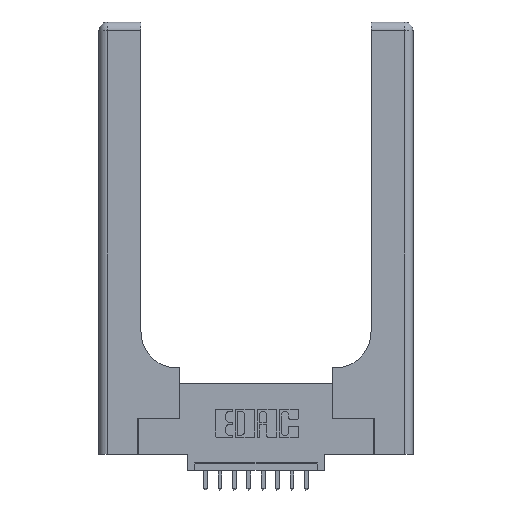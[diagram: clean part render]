
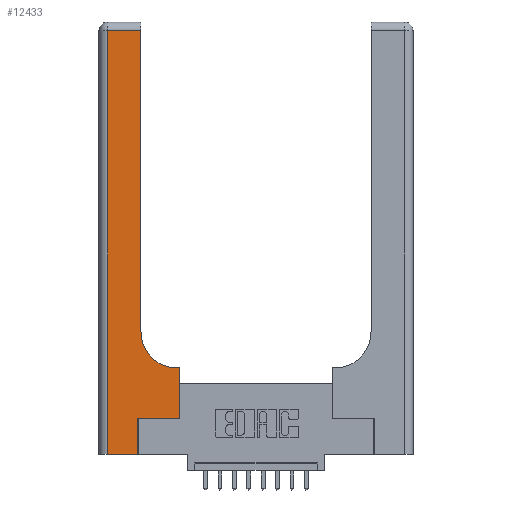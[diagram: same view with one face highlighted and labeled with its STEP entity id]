
A CAD part, top view. The second image highlights one B-rep face of the part: STEP entity #12433.
In plain terms, the highlighted planar face has unit normal (0, 0, 1).
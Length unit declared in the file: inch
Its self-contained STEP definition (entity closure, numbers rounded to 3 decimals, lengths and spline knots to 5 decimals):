
#329 = VERTEX_POINT ( 'NONE', #1845 ) ;
#419 = EDGE_CURVE ( 'NONE', #11111, #7991, #9066, .T. ) ;
#545 = LINE ( 'NONE', #9084, #12278 ) ;
#579 = ORIENTED_EDGE ( 'NONE', *, *, #15681, .T. ) ;
#700 = VECTOR ( 'NONE', #7963, 39.37008 ) ;
#802 = EDGE_CURVE ( 'NONE', #7991, #329, #9859, .T. ) ;
#812 = LINE ( 'NONE', #5853, #4657 ) ;
#906 = EDGE_CURVE ( 'NONE', #6165, #14952, #812, .T. ) ;
#1157 = ORIENTED_EDGE ( 'NONE', *, *, #802, .T. ) ;
#1187 = CIRCLE ( 'NONE', #14586, 0.25 ) ;
#1192 = EDGE_CURVE ( 'NONE', #8891, #5123, #1187, .T. ) ;
#1845 = CARTESIAN_POINT ( 'NONE',  ( 0.269, 0.25, 0.37 ) ) ;
#1930 = CARTESIAN_POINT ( 'NONE',  ( 0.06, 0., 0.37 ) ) ;
#1992 = ORIENTED_EDGE ( 'NONE', *, *, #1192, .T. ) ;
#2629 = DIRECTION ( 'NONE',  ( 1., 0., 0. ) ) ;
#2738 = LINE ( 'NONE', #3312, #8475 ) ;
#3312 = CARTESIAN_POINT ( 'NONE',  ( 0.269, 0.25, 0.37 ) ) ;
#3808 = CARTESIAN_POINT ( 'NONE',  ( 0.5415, 0.85, 0.37 ) ) ;
#4657 = VECTOR ( 'NONE', #14662, 39.37008 ) ;
#5123 = VERTEX_POINT ( 'NONE', #10100 ) ;
#5278 = VECTOR ( 'NONE', #13046, 39.37008 ) ;
#5853 = CARTESIAN_POINT ( 'NONE',  ( 0.5585, 0.25, 0.37 ) ) ;
#6009 = FACE_OUTER_BOUND ( 'NONE', #14646, .T. ) ;
#6165 = VERTEX_POINT ( 'NONE', #7994 ) ;
#6208 = CARTESIAN_POINT ( 'NONE',  ( 0., 2.94, 0.37 ) ) ;
#6276 = CARTESIAN_POINT ( 'NONE',  ( 0., 0., 0.37 ) ) ;
#6437 = VECTOR ( 'NONE', #8737, 39.37008 ) ;
#6448 = ORIENTED_EDGE ( 'NONE', *, *, #7865, .T. ) ;
#6755 = DIRECTION ( 'NONE',  ( 0., 1., 0. ) ) ;
#7129 = ORIENTED_EDGE ( 'NONE', *, *, #906, .T. ) ;
#7174 = DIRECTION ( 'NONE',  ( 0., 0., -1. ) ) ;
#7526 = DIRECTION ( 'NONE',  ( 1., 0., 0. ) ) ;
#7694 = VERTEX_POINT ( 'NONE', #8657 ) ;
#7865 = EDGE_CURVE ( 'NONE', #5123, #7694, #11477, .T. ) ;
#7963 = DIRECTION ( 'NONE',  ( 0., 1., 0. ) ) ;
#7991 = VERTEX_POINT ( 'NONE', #11243 ) ;
#7994 = CARTESIAN_POINT ( 'NONE',  ( 0.5585, 0.25, 0.37 ) ) ;
#8475 = VECTOR ( 'NONE', #2629, 39.37008 ) ;
#8523 = LINE ( 'NONE', #9538, #5278 ) ;
#8652 = ORIENTED_EDGE ( 'NONE', *, *, #8801, .T. ) ;
#8657 = CARTESIAN_POINT ( 'NONE',  ( 0.2915, 2.94, 0.37 ) ) ;
#8675 = VECTOR ( 'NONE', #6755, 39.37008 ) ;
#8711 = ORIENTED_EDGE ( 'NONE', *, *, #9130, .T. ) ;
#8737 = DIRECTION ( 'NONE',  ( -1., 0., 0. ) ) ;
#8801 = EDGE_CURVE ( 'NONE', #7694, #11031, #13384, .T. ) ;
#8891 = VERTEX_POINT ( 'NONE', #11180 ) ;
#9066 = LINE ( 'NONE', #6276, #10831 ) ;
#9084 = CARTESIAN_POINT ( 'NONE',  ( 0.06, 3., 0.37 ) ) ;
#9130 = EDGE_CURVE ( 'NONE', #14952, #8891, #8523, .T. ) ;
#9538 = CARTESIAN_POINT ( 'NONE',  ( 0.2915, 0.6, 0.37 ) ) ;
#9785 = CARTESIAN_POINT ( 'NONE',  ( 0.5585, 0.6, 0.37 ) ) ;
#9793 = CARTESIAN_POINT ( 'NONE',  ( 0.06, 2.94, 0.37 ) ) ;
#9859 = LINE ( 'NONE', #14176, #8675 ) ;
#10100 = CARTESIAN_POINT ( 'NONE',  ( 0.2915, 0.85, 0.37 ) ) ;
#10483 = EDGE_CURVE ( 'NONE', #329, #6165, #2738, .T. ) ;
#10581 = AXIS2_PLACEMENT_3D ( 'NONE', #14582, #7174, #15802 ) ;
#10831 = VECTOR ( 'NONE', #7526, 39.37008 ) ;
#10844 = ORIENTED_EDGE ( 'NONE', *, *, #419, .T. ) ;
#11031 = VERTEX_POINT ( 'NONE', #9793 ) ;
#11111 = VERTEX_POINT ( 'NONE', #1930 ) ;
#11118 = DIRECTION ( 'NONE',  ( 0., 0., -1. ) ) ;
#11180 = CARTESIAN_POINT ( 'NONE',  ( 0.5415, 0.6, 0.37 ) ) ;
#11243 = CARTESIAN_POINT ( 'NONE',  ( 0.269, 0., 0.37 ) ) ;
#11290 = DIRECTION ( 'NONE',  ( 1., 0., 0. ) ) ;
#11477 = LINE ( 'NONE', #11645, #700 ) ;
#11645 = CARTESIAN_POINT ( 'NONE',  ( 0.2915, 3., 0.37 ) ) ;
#12278 = VECTOR ( 'NONE', #15184, 39.37008 ) ;
#12433 = ADVANCED_FACE ( 'NONE', ( #6009 ), #15747, .F. ) ;
#13030 = ORIENTED_EDGE ( 'NONE', *, *, #10483, .T. ) ;
#13046 = DIRECTION ( 'NONE',  ( -1., 0., 0. ) ) ;
#13384 = LINE ( 'NONE', #6208, #6437 ) ;
#14176 = CARTESIAN_POINT ( 'NONE',  ( 0.269, 0., 0.37 ) ) ;
#14582 = CARTESIAN_POINT ( 'NONE',  ( 0., 3., 0.37 ) ) ;
#14586 = AXIS2_PLACEMENT_3D ( 'NONE', #3808, #11118, #11290 ) ;
#14646 = EDGE_LOOP ( 'NONE', ( #6448, #8652, #579, #10844, #1157, #13030, #7129, #8711, #1992 ) ) ;
#14662 = DIRECTION ( 'NONE',  ( 0., 1., 0. ) ) ;
#14952 = VERTEX_POINT ( 'NONE', #9785 ) ;
#15184 = DIRECTION ( 'NONE',  ( 0., -1., 0. ) ) ;
#15681 = EDGE_CURVE ( 'NONE', #11031, #11111, #545, .T. ) ;
#15747 = PLANE ( 'NONE',  #10581 ) ;
#15802 = DIRECTION ( 'NONE',  ( -1., 0., 0. ) ) ;
